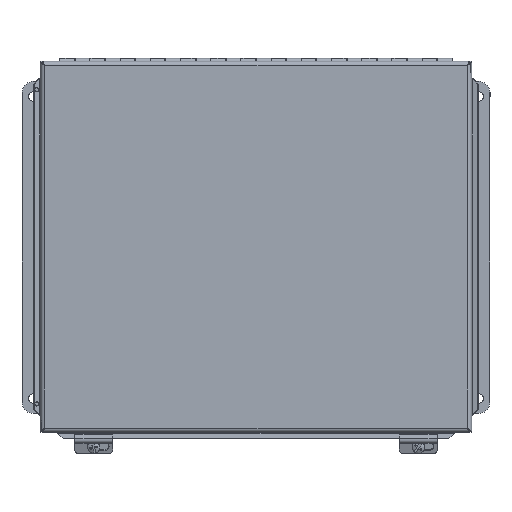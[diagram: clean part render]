
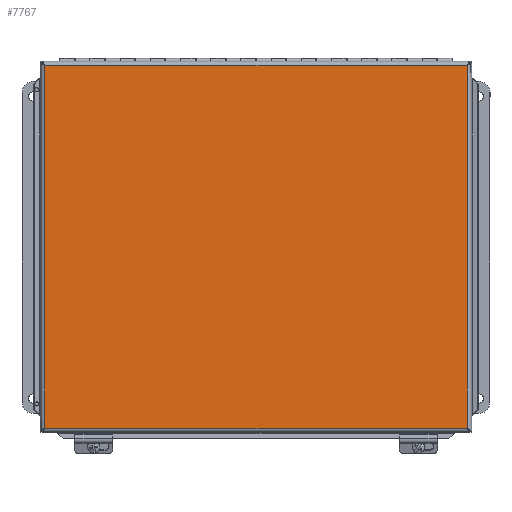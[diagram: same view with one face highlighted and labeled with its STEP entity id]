
A CAD part, top view. The second image highlights one B-rep face of the part: STEP entity #7767.
In plain terms, the highlighted planar face has unit normal (0, 0, 1).
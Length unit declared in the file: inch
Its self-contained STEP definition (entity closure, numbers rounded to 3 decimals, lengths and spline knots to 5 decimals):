
#762=FACE_OUTER_BOUND('',#1193,.T.);
#1193=EDGE_LOOP('',(#5487,#5488,#5489,#5490));
#1658=LINE('',#11411,#2452);
#1698=LINE('',#11679,#2492);
#1801=LINE('',#12079,#2595);
#1802=LINE('',#12081,#2596);
#2452=VECTOR('',#9069,0.3937);
#2492=VECTOR('',#9133,0.3937);
#2595=VECTOR('',#9404,0.3937);
#2596=VECTOR('',#9407,0.3937);
#3181=VERTEX_POINT('',#11132);
#3212=VERTEX_POINT('',#11280);
#3240=VERTEX_POINT('',#11410);
#3260=VERTEX_POINT('',#11592);
#3944=EDGE_CURVE('',#3240,#3212,#1658,.T.);
#3995=EDGE_CURVE('',#3181,#3260,#1698,.T.);
#4128=EDGE_CURVE('',#3212,#3181,#1801,.T.);
#4129=EDGE_CURVE('',#3260,#3240,#1802,.T.);
#5487=ORIENTED_EDGE('',*,*,#4128,.T.);
#5488=ORIENTED_EDGE('',*,*,#3995,.T.);
#5489=ORIENTED_EDGE('',*,*,#4129,.T.);
#5490=ORIENTED_EDGE('',*,*,#3944,.T.);
#7163=PLANE('',#8423);
#7767=ADVANCED_FACE('',(#762),#7163,.T.);
#8423=AXIS2_PLACEMENT_3D('',#12082,#9408,#9409);
#9069=DIRECTION('',(0.,-1.,0.));
#9133=DIRECTION('',(0.,1.,0.));
#9404=DIRECTION('',(1.,0.,0.));
#9407=DIRECTION('',(-1.,0.,0.));
#9408=DIRECTION('center_axis',(0.,0.,1.));
#9409=DIRECTION('ref_axis',(1.,0.,0.));
#11132=CARTESIAN_POINT('',(6.0035,-7.0035,0.059));
#11280=CARTESIAN_POINT('',(-6.0035,-7.0035,0.059));
#11410=CARTESIAN_POINT('',(-6.0035,7.0035,0.059));
#11411=CARTESIAN_POINT('',(-6.0035,3.50175,0.059));
#11592=CARTESIAN_POINT('',(6.0035,7.0035,0.059));
#11679=CARTESIAN_POINT('',(6.0035,-3.50175,0.059));
#12079=CARTESIAN_POINT('',(-3.00175,-7.0035,0.059));
#12081=CARTESIAN_POINT('',(3.00175,7.0035,0.059));
#12082=CARTESIAN_POINT('Origin',(0.,0.,
0.059));
